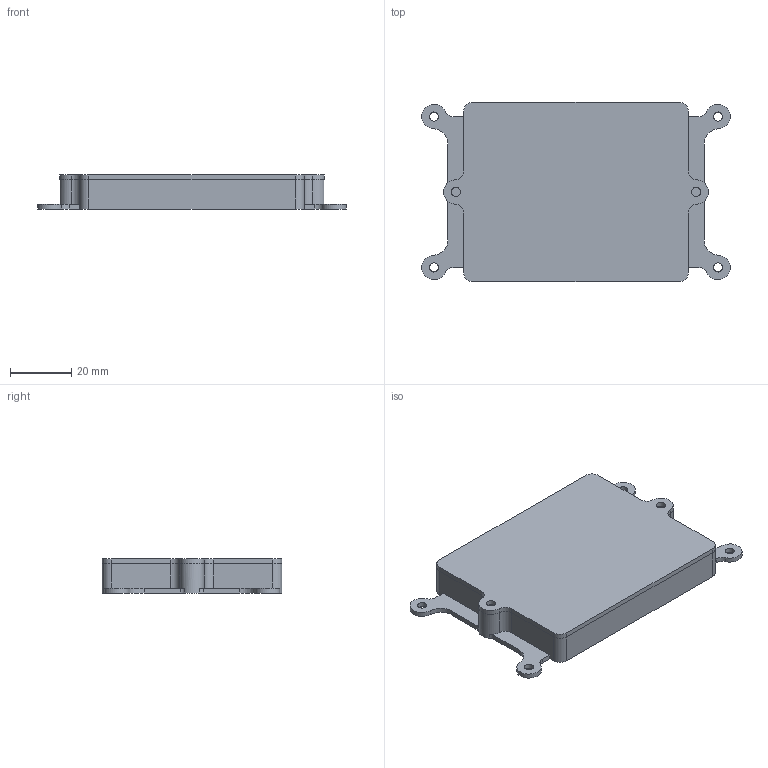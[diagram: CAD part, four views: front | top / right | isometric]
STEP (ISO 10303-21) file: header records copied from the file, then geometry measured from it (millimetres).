
FILE_DESCRIPTION(/* description */ (''),/* implementation_level */ '2;1');
FILE_NAME(/* name */ 'caixa paulito v4.step',/* time_stamp */ '2022-05-24T17:29:03+01:00',/* author */ (''),/* organization */ (''),/* preprocessor_version */ 'ST-DEVELOPER v19',/* originating_system */ 'Autodesk Translation Framework v11.7.0.108',/* authorisation */ '');
FILE_SCHEMA (('AUTOMOTIVE_DESIGN { 1 0 10303 214 3 1 1 }'));
Length unit declared in the file: millimetre
Products named in the file (1): caixa paulito
Bounding box: 100.8 x 58.6 x 11.2 mm (x, y, z)
Volume: 18974.9 mm3; surface area: 24257.1 mm2
Topology: 2 solids, 2 shells, 79 faces, 216 edges, 144 vertices
Faces by surface type: cylinder 44, plane 35
Full cylindrical faces by diameter (mm): 3 x8
Entity records: 2598 total; most frequent: DIRECTION 468, CARTESIAN_POINT 440, ORIENTED_EDGE 432, EDGE_CURVE 216, AXIS2_PLACEMENT_3D 172, VERTEX_POINT 144, LINE 124, VECTOR 124
